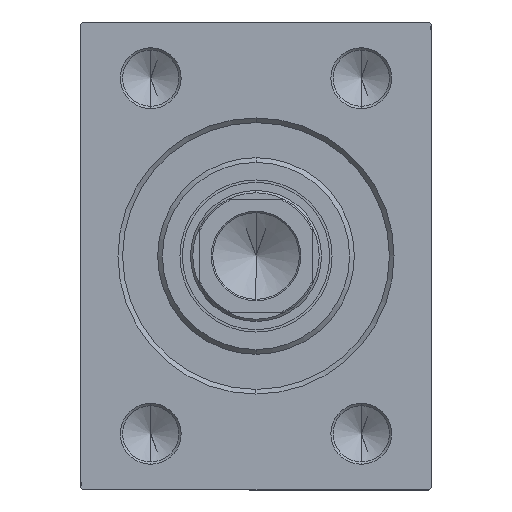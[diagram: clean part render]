
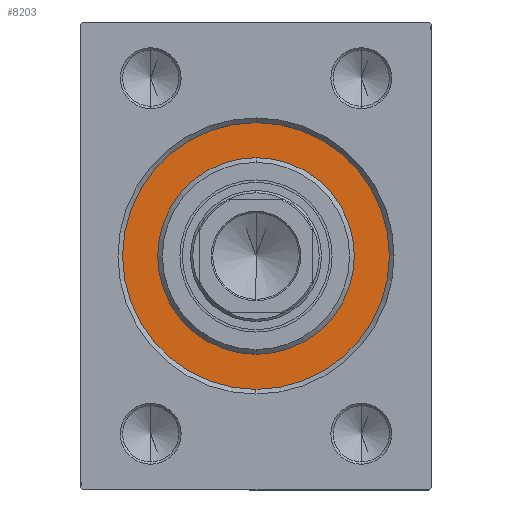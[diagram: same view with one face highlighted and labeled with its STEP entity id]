
A CAD part, left-side view. The second image highlights one B-rep face of the part: STEP entity #8203.
In plain terms, the highlighted face is planar.
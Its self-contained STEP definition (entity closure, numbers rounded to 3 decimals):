
#817 = ORIENTED_EDGE ( 'NONE', *, *, #16462, .F. ) ;
#1045 = ORIENTED_EDGE ( 'NONE', *, *, #1369, .F. ) ;
#1369 = EDGE_CURVE ( 'NONE', #6674, #10352, #16033, .T. ) ;
#1543 = EDGE_CURVE ( 'NONE', #17604, #24678, #11014, .T. ) ;
#6007 = DIRECTION ( 'NONE',  ( -1., 0., 0. ) ) ;
#6634 = DIRECTION ( 'NONE',  ( 1., 0., 0. ) ) ;
#6674 = VERTEX_POINT ( 'NONE', #37524 ) ;
#6934 = DIRECTION ( 'NONE',  ( -1., 0., 0. ) ) ;
#7741 = ORIENTED_EDGE ( 'NONE', *, *, #15490, .F. ) ;
#8203 = ADVANCED_FACE ( 'NONE', ( #16911, #40959 ), #23709, .F. ) ;
#9477 = ORIENTED_EDGE ( 'NONE', *, *, #1543, .F. ) ;
#10352 = VERTEX_POINT ( 'NONE', #40132 ) ;
#10699 = EDGE_LOOP ( 'NONE', ( #9477, #817 ) ) ;
#11014 = CIRCLE ( 'NONE', #17546, 28.5 ) ;
#15149 = DIRECTION ( 'NONE',  ( 0., 0., -1. ) ) ;
#15490 = EDGE_CURVE ( 'NONE', #10352, #6674, #43262, .T. ) ;
#16033 = CIRCLE ( 'NONE', #41407, 21. ) ;
#16462 = EDGE_CURVE ( 'NONE', #24678, #17604, #25893, .T. ) ;
#16911 = FACE_BOUND ( 'NONE', #41301, .T. ) ;
#17546 = AXIS2_PLACEMENT_3D ( 'NONE', #27301, #6007, #37968 ) ;
#17604 = VERTEX_POINT ( 'NONE', #44361 ) ;
#20313 = CARTESIAN_POINT ( 'NONE',  ( 0., 0., 0. ) ) ;
#23709 = PLANE ( 'NONE',  #38679 ) ;
#24678 = VERTEX_POINT ( 'NONE', #25701 ) ;
#24916 = CARTESIAN_POINT ( 'NONE',  ( 0., 0., 0. ) ) ;
#25701 = CARTESIAN_POINT ( 'NONE',  ( 0., 0., 28.5 ) ) ;
#25893 = CIRCLE ( 'NONE', #41128, 28.5 ) ;
#27301 = CARTESIAN_POINT ( 'NONE',  ( 0., 0., 0. ) ) ;
#29814 = DIRECTION ( 'NONE',  ( 1., 0., 0. ) ) ;
#33013 = CARTESIAN_POINT ( 'NONE',  ( 0., 0., 0. ) ) ;
#36636 = DIRECTION ( 'NONE',  ( -1., 0., 0. ) ) ;
#36704 = AXIS2_PLACEMENT_3D ( 'NONE', #37690, #6634, #38379 ) ;
#37524 = CARTESIAN_POINT ( 'NONE',  ( 0., 0., -21. ) ) ;
#37690 = CARTESIAN_POINT ( 'NONE',  ( 0., 0., 0. ) ) ;
#37968 = DIRECTION ( 'NONE',  ( 0., 0., 1. ) ) ;
#38379 = DIRECTION ( 'NONE',  ( 0., 0., -1. ) ) ;
#38679 = AXIS2_PLACEMENT_3D ( 'NONE', #20313, #6934, #44819 ) ;
#40132 = CARTESIAN_POINT ( 'NONE',  ( 0., 0., 21. ) ) ;
#40959 = FACE_OUTER_BOUND ( 'NONE', #10699, .T. ) ;
#41128 = AXIS2_PLACEMENT_3D ( 'NONE', #33013, #36636, #43911 ) ;
#41301 = EDGE_LOOP ( 'NONE', ( #7741, #1045 ) ) ;
#41407 = AXIS2_PLACEMENT_3D ( 'NONE', #24916, #29814, #15149 ) ;
#43262 = CIRCLE ( 'NONE', #36704, 21. ) ;
#43911 = DIRECTION ( 'NONE',  ( 0., 0., 1. ) ) ;
#44361 = CARTESIAN_POINT ( 'NONE',  ( 0., 0., -28.5 ) ) ;
#44819 = DIRECTION ( 'NONE',  ( 0., 0., 1. ) ) ;
